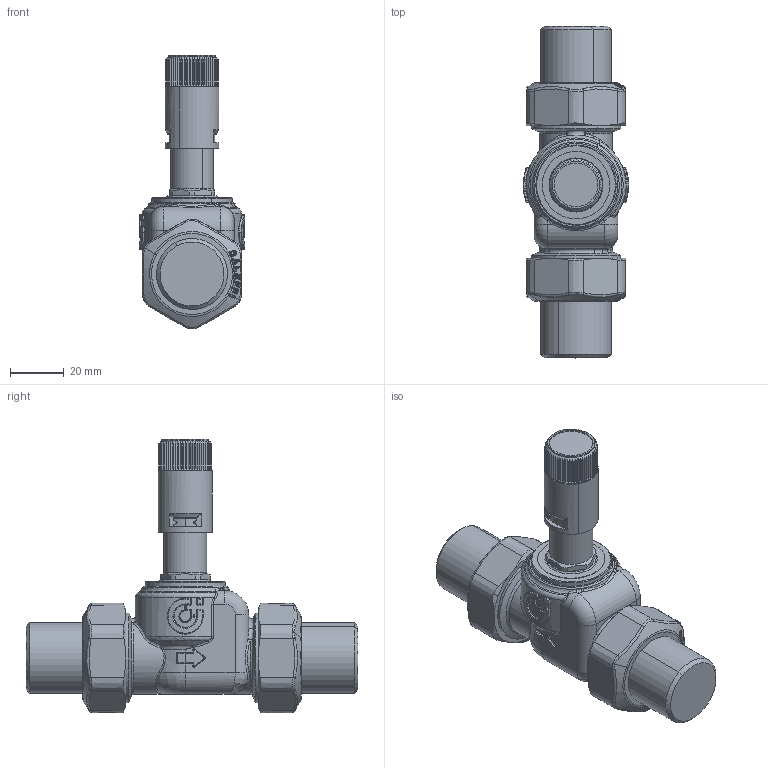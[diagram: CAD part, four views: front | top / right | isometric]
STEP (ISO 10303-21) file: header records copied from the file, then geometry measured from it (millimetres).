
FILE_DESCRIPTION(('CATIA V5 STEP Exchange','CAx-IF Rec.Pracs.--- Model Styling and Organization---1.4--- 2014-01-23','CAx-IF Rec.Pracs.---3D Tessellated Data Validation Properties---0.5---2014-09-14'),'2;1');
FILE_NAME('STEP_519015_-_TST.stp','2021-07-16T06:26:06+00:00',('none'),('none'),'CATIA Version 5-6 Release 2019 SP3','CATIA V5 STEP AP242 v1','none');
FILE_SCHEMA(('AP242_MANAGED_MODEL_BASED_3D_ENGINEERING_MIM_LF {1 0 10303 442 1 1 4}'));
Products named in the file (1): 519015 - TST
Bounding box: 39 x 123 x 101.43 mm (x, y, z)
Volume: 126843.2 mm3; surface area: 20615.1 mm2
Topology: 1 solids, 1 shells, 1751 faces, 4147 edges, 2250 vertices
Faces by surface type: bspline 857, cylinder 258, plane 236, sphere 157, cone 142, torus 83, extrusion 18
Entity records: 88612 total; most frequent: CARTESIAN_POINT 58862, ORIENTED_EDGE 7962, EDGE_CURVE 3981, DIRECTION 2683, B_SPLINE_CURVE_WITH_KNOTS 2576, VERTEX_POINT 2250, EDGE_LOOP 1769, ADVANCED_FACE 1751
